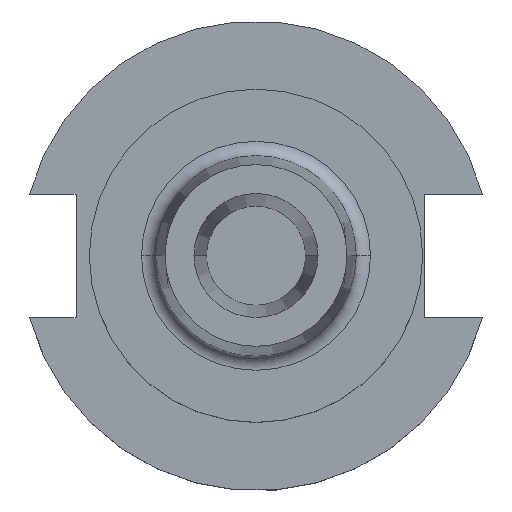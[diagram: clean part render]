
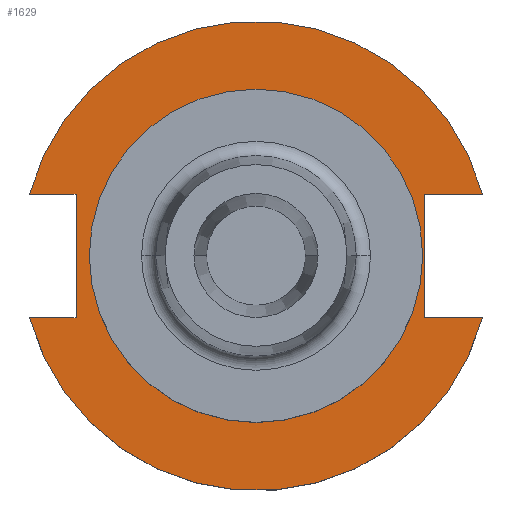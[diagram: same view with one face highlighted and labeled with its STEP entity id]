
A CAD part, top view. The second image highlights one B-rep face of the part: STEP entity #1629.
In plain terms, the highlighted planar face has unit normal (0, 0, 1).
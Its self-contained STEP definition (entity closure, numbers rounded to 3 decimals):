
#2 = CIRCLE ( 'NONE', #329, 49.212 ) ;
#26 = ORIENTED_EDGE ( 'NONE', *, *, #975, .F. ) ;
#34 = ORIENTED_EDGE ( 'NONE', *, *, #1708, .T. ) ;
#58 = ORIENTED_EDGE ( 'NONE', *, *, #727, .F. ) ;
#68 = AXIS2_PLACEMENT_3D ( 'NONE', #1370, #893, #572 ) ;
#86 = DIRECTION ( 'NONE',  ( 1., 0., 0. ) ) ;
#97 = CARTESIAN_POINT ( 'NONE',  ( -37.719, 12.954, 19.05 ) ) ;
#121 = CARTESIAN_POINT ( 'NONE',  ( 0., 0., 19.05 ) ) ;
#125 = VERTEX_POINT ( 'NONE', #1546 ) ;
#163 = EDGE_CURVE ( 'NONE', #192, #1243, #1105, .T. ) ;
#192 = VERTEX_POINT ( 'NONE', #1521 ) ;
#210 = CIRCLE ( 'NONE', #424, 49.212 ) ;
#217 = CARTESIAN_POINT ( 'NONE',  ( -63.719, 12.954, 19.05 ) ) ;
#245 = DIRECTION ( 'NONE',  ( 0., 1., 0. ) ) ;
#268 = CARTESIAN_POINT ( 'NONE',  ( -37.719, 12.954, 19.05 ) ) ;
#271 = DIRECTION ( 'NONE',  ( 1., 0., 0. ) ) ;
#287 = AXIS2_PLACEMENT_3D ( 'NONE', #1828, #1408, #1258 ) ;
#327 = CARTESIAN_POINT ( 'NONE',  ( -47.477, 12.954, 19.05 ) ) ;
#329 = AXIS2_PLACEMENT_3D ( 'NONE', #1785, #1085, #929 ) ;
#331 = VERTEX_POINT ( 'NONE', #268 ) ;
#332 = ORIENTED_EDGE ( 'NONE', *, *, #1732, .F. ) ;
#342 = EDGE_LOOP ( 'NONE', ( #1005, #58 ) ) ;
#393 = CARTESIAN_POINT ( 'NONE',  ( 0., 0., 19.05 ) ) ;
#421 = CARTESIAN_POINT ( 'NONE',  ( 35.306, 12.954, 19.05 ) ) ;
#424 = AXIS2_PLACEMENT_3D ( 'NONE', #121, #971, #271 ) ;
#442 = DIRECTION ( 'NONE',  ( 0., -1., 0. ) ) ;
#468 = CARTESIAN_POINT ( 'NONE',  ( 47.477, 12.954, 19.05 ) ) ;
#524 = FACE_BOUND ( 'NONE', #342, .T. ) ;
#556 = CARTESIAN_POINT ( 'NONE',  ( -37.719, -12.954, 19.05 ) ) ;
#569 = ORIENTED_EDGE ( 'NONE', *, *, #1426, .F. ) ;
#570 = LINE ( 'NONE', #97, #671 ) ;
#572 = DIRECTION ( 'NONE',  ( 1., 0., 0. ) ) ;
#577 = VERTEX_POINT ( 'NONE', #468 ) ;
#639 = CARTESIAN_POINT ( 'NONE',  ( -34.925, 0., 19.05 ) ) ;
#671 = VECTOR ( 'NONE', #245, 1000. ) ;
#672 = VERTEX_POINT ( 'NONE', #1773 ) ;
#710 = EDGE_CURVE ( 'NONE', #577, #1108, #210, .T. ) ;
#713 = ORIENTED_EDGE ( 'NONE', *, *, #1079, .F. ) ;
#717 = VECTOR ( 'NONE', #1433, 1000. ) ;
#727 = EDGE_CURVE ( 'NONE', #1243, #192, #1855, .T. ) ;
#747 = CARTESIAN_POINT ( 'NONE',  ( 35.306, 12.954, 19.05 ) ) ;
#762 = EDGE_CURVE ( 'NONE', #577, #1021, #1148, .T. ) ;
#764 = VECTOR ( 'NONE', #1557, 1000. ) ;
#776 = VERTEX_POINT ( 'NONE', #556 ) ;
#780 = EDGE_CURVE ( 'NONE', #1021, #125, #1218, .T. ) ;
#833 = VECTOR ( 'NONE', #442, 1000. ) ;
#844 = VECTOR ( 'NONE', #1467, 1000. ) ;
#851 = CARTESIAN_POINT ( 'NONE',  ( 35.306, 12.954, 19.05 ) ) ;
#887 = PLANE ( 'NONE',  #68 ) ;
#893 = DIRECTION ( 'NONE',  ( 0., 0., 1. ) ) ;
#929 = DIRECTION ( 'NONE',  ( 1., 0., 0. ) ) ;
#971 = DIRECTION ( 'NONE',  ( 0., 0., 1. ) ) ;
#975 = EDGE_CURVE ( 'NONE', #776, #331, #570, .T. ) ;
#1005 = ORIENTED_EDGE ( 'NONE', *, *, #163, .F. ) ;
#1021 = VERTEX_POINT ( 'NONE', #747 ) ;
#1079 = EDGE_CURVE ( 'NONE', #125, #672, #1783, .T. ) ;
#1081 = FACE_OUTER_BOUND ( 'NONE', #1831, .T. ) ;
#1085 = DIRECTION ( 'NONE',  ( 0., 0., 1. ) ) ;
#1105 = CIRCLE ( 'NONE', #1221, 34.925 ) ;
#1108 = VERTEX_POINT ( 'NONE', #327 ) ;
#1120 = LINE ( 'NONE', #217, #1529 ) ;
#1148 = LINE ( 'NONE', #421, #717 ) ;
#1166 = LINE ( 'NONE', #1688, #764 ) ;
#1218 = LINE ( 'NONE', #851, #833 ) ;
#1221 = AXIS2_PLACEMENT_3D ( 'NONE', #393, #1817, #86 ) ;
#1243 = VERTEX_POINT ( 'NONE', #639 ) ;
#1258 = DIRECTION ( 'NONE',  ( 1., 0., 0. ) ) ;
#1342 = ORIENTED_EDGE ( 'NONE', *, *, #710, .T. ) ;
#1370 = CARTESIAN_POINT ( 'NONE',  ( 0., 49.212, 19.05 ) ) ;
#1408 = DIRECTION ( 'NONE',  ( 0., 0., 1. ) ) ;
#1426 = EDGE_CURVE ( 'NONE', #1493, #776, #1166, .T. ) ;
#1433 = DIRECTION ( 'NONE',  ( -1., 0., 0. ) ) ;
#1467 = DIRECTION ( 'NONE',  ( 1., 0., 0. ) ) ;
#1493 = VERTEX_POINT ( 'NONE', #1729 ) ;
#1521 = CARTESIAN_POINT ( 'NONE',  ( 34.925, 0., 19.05 ) ) ;
#1529 = VECTOR ( 'NONE', #1645, 1000. ) ;
#1546 = CARTESIAN_POINT ( 'NONE',  ( 35.306, -12.954, 19.05 ) ) ;
#1557 = DIRECTION ( 'NONE',  ( 1., 0., 0. ) ) ;
#1572 = ORIENTED_EDGE ( 'NONE', *, *, #780, .F. ) ;
#1604 = CARTESIAN_POINT ( 'NONE',  ( 35.306, -12.954, 19.05 ) ) ;
#1629 = ADVANCED_FACE ( 'NONE', ( #524, #1081 ), #887, .T. ) ;
#1645 = DIRECTION ( 'NONE',  ( -1., 0., 0. ) ) ;
#1688 = CARTESIAN_POINT ( 'NONE',  ( -63.719, -12.954, 19.05 ) ) ;
#1708 = EDGE_CURVE ( 'NONE', #1493, #672, #2, .T. ) ;
#1709 = ORIENTED_EDGE ( 'NONE', *, *, #762, .F. ) ;
#1729 = CARTESIAN_POINT ( 'NONE',  ( -47.477, -12.954, 19.05 ) ) ;
#1732 = EDGE_CURVE ( 'NONE', #331, #1108, #1120, .T. ) ;
#1773 = CARTESIAN_POINT ( 'NONE',  ( 47.477, -12.954, 19.05 ) ) ;
#1783 = LINE ( 'NONE', #1604, #844 ) ;
#1785 = CARTESIAN_POINT ( 'NONE',  ( 0., 0., 19.05 ) ) ;
#1817 = DIRECTION ( 'NONE',  ( 0., 0., 1. ) ) ;
#1828 = CARTESIAN_POINT ( 'NONE',  ( 0., 0., 19.05 ) ) ;
#1831 = EDGE_LOOP ( 'NONE', ( #34, #713, #1572, #1709, #1342, #332, #26, #569 ) ) ;
#1855 = CIRCLE ( 'NONE', #287, 34.925 ) ;
